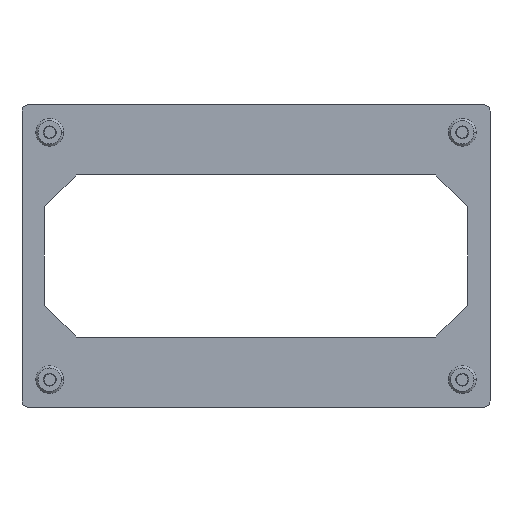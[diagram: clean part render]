
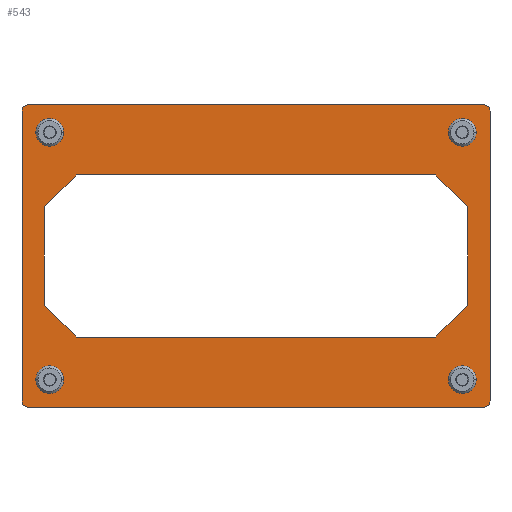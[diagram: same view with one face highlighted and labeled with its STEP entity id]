
A CAD part, front view. The second image highlights one B-rep face of the part: STEP entity #543.
In plain terms, the highlighted planar face has unit normal (0, -1, 0).
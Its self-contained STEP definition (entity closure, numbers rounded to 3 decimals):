
#543=ADVANCED_FACE('',(#1093,#1094,#1095,#1096,#1097,#1098),#1099,.F.);
#1093=FACE_BOUND('',#1645,.T.);
#1094=FACE_BOUND('',#1646,.T.);
#1095=FACE_BOUND('',#1647,.T.);
#1096=FACE_BOUND('',#1648,.T.);
#1097=FACE_BOUND('',#1649,.T.);
#1098=FACE_OUTER_BOUND('',#1650,.T.);
#1099=PLANE('',#1651);
#1645=EDGE_LOOP('',(#3199,#3200,#3201,#3202,#3203,#3204,#3205,#3206));
#1646=EDGE_LOOP('',(#3207,#3208));
#1647=EDGE_LOOP('',(#3209,#3210));
#1648=EDGE_LOOP('',(#3211,#3212));
#1649=EDGE_LOOP('',(#3213,#3214));
#1650=EDGE_LOOP('',(#3215,#3216,#3217,#3218,#3219,#3220,#3221,#3222));
#1651=AXIS2_PLACEMENT_3D('',#3223,#3224,#3225);
#3199=ORIENTED_EDGE('',*,*,#3786,.T.);
#3200=ORIENTED_EDGE('',*,*,#3814,.T.);
#3201=ORIENTED_EDGE('',*,*,#3810,.T.);
#3202=ORIENTED_EDGE('',*,*,#3806,.T.);
#3203=ORIENTED_EDGE('',*,*,#3802,.T.);
#3204=ORIENTED_EDGE('',*,*,#3798,.T.);
#3205=ORIENTED_EDGE('',*,*,#3794,.T.);
#3206=ORIENTED_EDGE('',*,*,#3790,.T.);
#3207=ORIENTED_EDGE('',*,*,#3829,.T.);
#3208=ORIENTED_EDGE('',*,*,#3272,.T.);
#3209=ORIENTED_EDGE('',*,*,#3833,.T.);
#3210=ORIENTED_EDGE('',*,*,#3267,.T.);
#3211=ORIENTED_EDGE('',*,*,#3837,.T.);
#3212=ORIENTED_EDGE('',*,*,#3262,.T.);
#3213=ORIENTED_EDGE('',*,*,#3841,.T.);
#3214=ORIENTED_EDGE('',*,*,#3257,.T.);
#3215=ORIENTED_EDGE('',*,*,#3874,.F.);
#3216=ORIENTED_EDGE('',*,*,#3846,.F.);
#3217=ORIENTED_EDGE('',*,*,#3851,.F.);
#3218=ORIENTED_EDGE('',*,*,#3855,.F.);
#3219=ORIENTED_EDGE('',*,*,#3859,.F.);
#3220=ORIENTED_EDGE('',*,*,#3863,.F.);
#3221=ORIENTED_EDGE('',*,*,#3867,.F.);
#3222=ORIENTED_EDGE('',*,*,#3871,.F.);
#3223=CARTESIAN_POINT('',(109.75,9.0,71.0));
#3224=DIRECTION('',(-0.0,1.0,0.0));
#3225=DIRECTION('',(1.0,0.0,0.0));
#3257=EDGE_CURVE('',#3882,#3879,#3883,.T.);
#3262=EDGE_CURVE('',#3891,#3888,#3892,.T.);
#3267=EDGE_CURVE('',#3900,#3897,#3901,.T.);
#3272=EDGE_CURVE('',#3909,#3906,#3910,.T.);
#3786=EDGE_CURVE('',#4676,#4674,#4677,.T.);
#3790=EDGE_CURVE('',#4682,#4676,#4683,.T.);
#3794=EDGE_CURVE('',#4688,#4682,#4689,.T.);
#3798=EDGE_CURVE('',#4694,#4688,#4695,.T.);
#3802=EDGE_CURVE('',#4700,#4694,#4701,.T.);
#3806=EDGE_CURVE('',#4706,#4700,#4707,.T.);
#3810=EDGE_CURVE('',#4712,#4706,#4713,.T.);
#3814=EDGE_CURVE('',#4674,#4712,#4717,.T.);
#3829=EDGE_CURVE('',#3906,#3909,#4732,.T.);
#3833=EDGE_CURVE('',#3897,#3900,#4736,.T.);
#3837=EDGE_CURVE('',#3888,#3891,#4740,.T.);
#3841=EDGE_CURVE('',#3879,#3882,#4744,.T.);
#3846=EDGE_CURVE('',#4750,#4752,#4753,.T.);
#3851=EDGE_CURVE('',#4758,#4750,#4760,.T.);
#3855=EDGE_CURVE('',#4764,#4758,#4766,.T.);
#3859=EDGE_CURVE('',#4770,#4764,#4772,.T.);
#3863=EDGE_CURVE('',#4776,#4770,#4778,.T.);
#3867=EDGE_CURVE('',#4782,#4776,#4784,.T.);
#3871=EDGE_CURVE('',#4788,#4782,#4790,.T.);
#3874=EDGE_CURVE('',#4752,#4788,#4793,.T.);
#3879=VERTEX_POINT('',#4798);
#3882=VERTEX_POINT('',#4802);
#3883=CIRCLE('',#4803,6.5);
#3888=VERTEX_POINT('',#4809);
#3891=VERTEX_POINT('',#4813);
#3892=CIRCLE('',#4814,6.5);
#3897=VERTEX_POINT('',#4820);
#3900=VERTEX_POINT('',#4824);
#3901=CIRCLE('',#4825,6.5);
#3906=VERTEX_POINT('',#4831);
#3909=VERTEX_POINT('',#4835);
#3910=CIRCLE('',#4836,6.5);
#4674=VERTEX_POINT('',#5730);
#4676=VERTEX_POINT('',#5733);
#4677=LINE('',#5734,#5735);
#4682=VERTEX_POINT('',#5742);
#4683=LINE('',#5743,#5744);
#4688=VERTEX_POINT('',#5751);
#4689=LINE('',#5752,#5753);
#4694=VERTEX_POINT('',#5760);
#4695=LINE('',#5761,#5762);
#4700=VERTEX_POINT('',#5769);
#4701=LINE('',#5770,#5771);
#4706=VERTEX_POINT('',#5778);
#4707=LINE('',#5779,#5780);
#4712=VERTEX_POINT('',#5787);
#4713=LINE('',#5788,#5789);
#4717=LINE('',#5795,#5796);
#4732=CIRCLE('',#5811,6.5);
#4736=CIRCLE('',#5815,6.5);
#4740=CIRCLE('',#5819,6.5);
#4744=CIRCLE('',#5823,6.5);
#4750=VERTEX_POINT('',#5830);
#4752=VERTEX_POINT('',#5833);
#4753=LINE('',#5834,#5835);
#4758=VERTEX_POINT('',#5841);
#4760=CIRCLE('',#5844,3.);
#4764=VERTEX_POINT('',#5849);
#4766=LINE('',#5852,#5853);
#4770=VERTEX_POINT('',#5857);
#4772=CIRCLE('',#5860,3.);
#4776=VERTEX_POINT('',#5865);
#4778=LINE('',#5868,#5869);
#4782=VERTEX_POINT('',#5873);
#4784=CIRCLE('',#5876,3.);
#4788=VERTEX_POINT('',#5881);
#4790=LINE('',#5884,#5885);
#4793=CIRCLE('',#5888,3.);
#4798=CARTESIAN_POINT('',(19.5,9.0,129.0));
#4802=CARTESIAN_POINT('',(6.5,9.0,129.0));
#4803=AXIS2_PLACEMENT_3D('',#5893,#5894,#5895);
#4809=CARTESIAN_POINT('',(19.5,9.0,13.0));
#4813=CARTESIAN_POINT('',(6.5,9.0,13.0));
#4814=AXIS2_PLACEMENT_3D('',#5901,#5902,#5903);
#4820=CARTESIAN_POINT('',(213.0,9.0,129.0));
#4824=CARTESIAN_POINT('',(200.0,9.0,129.0));
#4825=AXIS2_PLACEMENT_3D('',#5909,#5910,#5911);
#4831=CARTESIAN_POINT('',(213.0,9.0,13.0));
#4835=CARTESIAN_POINT('',(200.0,9.0,13.0));
#4836=AXIS2_PLACEMENT_3D('',#5917,#5918,#5919);
#5730=CARTESIAN_POINT('',(209.0,9.0,94.0));
#5733=CARTESIAN_POINT('',(194.0,9.0,109.0));
#5734=CARTESIAN_POINT('',(186.188,9.0,116.813));
#5735=VECTOR('',#6786,1.0);
#5742=CARTESIAN_POINT('',(25.5,9.0,109.0));
#5743=CARTESIAN_POINT('',(109.75,9.0,109.0));
#5744=VECTOR('',#6789,1.0);
#5751=CARTESIAN_POINT('',(10.5,9.0,94.0));
#5752=CARTESIAN_POINT('',(33.313,9.0,116.813));
#5753=VECTOR('',#6792,1.0);
#5760=CARTESIAN_POINT('',(10.5,9.0,48.0));
#5761=CARTESIAN_POINT('',(10.5,9.0,71.0));
#5762=VECTOR('',#6795,1.0);
#5769=CARTESIAN_POINT('',(25.5,9.0,33.0));
#5770=CARTESIAN_POINT('',(33.313,9.0,25.188));
#5771=VECTOR('',#6798,1.0);
#5778=CARTESIAN_POINT('',(194.0,9.0,33.0));
#5779=CARTESIAN_POINT('',(109.75,9.0,33.0));
#5780=VECTOR('',#6801,1.0);
#5787=CARTESIAN_POINT('',(209.0,9.0,48.0));
#5788=CARTESIAN_POINT('',(186.188,9.0,25.188));
#5789=VECTOR('',#6804,1.0);
#5795=CARTESIAN_POINT('',(209.0,9.0,71.0));
#5796=VECTOR('',#6807,1.0);
#5811=AXIS2_PLACEMENT_3D('',#6823,#6824,#6825);
#5815=AXIS2_PLACEMENT_3D('',#6829,#6830,#6831);
#5819=AXIS2_PLACEMENT_3D('',#6835,#6836,#6837);
#5823=AXIS2_PLACEMENT_3D('',#6841,#6842,#6843);
#5830=CARTESIAN_POINT('',(219.5,9.0,139.0));
#5833=CARTESIAN_POINT('',(219.5,9.0,3.0));
#5834=CARTESIAN_POINT('',(219.5,9.0,139.0));
#5835=VECTOR('',#6846,1.0);
#5841=CARTESIAN_POINT('',(216.5,9.0,142.0));
#5844=AXIS2_PLACEMENT_3D('',#6852,#6853,#6854);
#5849=CARTESIAN_POINT('',(3.0,9.0,142.0));
#5852=CARTESIAN_POINT('',(3.0,9.0,142.0));
#5853=VECTOR('',#6857,1.0);
#5857=CARTESIAN_POINT('',(0.0,9.0,139.0));
#5860=AXIS2_PLACEMENT_3D('',#6862,#6863,#6864);
#5865=CARTESIAN_POINT('',(0.0,9.0,3.0));
#5868=CARTESIAN_POINT('',(0.0,9.0,3.0));
#5869=VECTOR('',#6867,1.0);
#5873=CARTESIAN_POINT('',(3.0,9.0,0.0));
#5876=AXIS2_PLACEMENT_3D('',#6872,#6873,#6874);
#5881=CARTESIAN_POINT('',(216.5,9.0,0.0));
#5884=CARTESIAN_POINT('',(216.5,9.0,0.0));
#5885=VECTOR('',#6877,1.0);
#5888=AXIS2_PLACEMENT_3D('',#6881,#6882,#6883);
#5893=CARTESIAN_POINT('',(13.0,9.0,129.0));
#5894=DIRECTION('',(0.0,1.0,0.0));
#5895=DIRECTION('',(1.0,0.0,0.));
#5901=CARTESIAN_POINT('',(13.0,9.0,13.0));
#5902=DIRECTION('',(0.0,1.0,0.0));
#5903=DIRECTION('',(1.0,0.0,0.));
#5909=CARTESIAN_POINT('',(206.5,9.0,129.0));
#5910=DIRECTION('',(0.0,1.0,0.0));
#5911=DIRECTION('',(1.0,0.0,0.));
#5917=CARTESIAN_POINT('',(206.5,9.0,13.0));
#5918=DIRECTION('',(0.0,1.0,0.0));
#5919=DIRECTION('',(1.0,0.0,0.));
#6786=DIRECTION('',(0.707,0.0,-0.707));
#6789=DIRECTION('',(1.0,0.0,0.0));
#6792=DIRECTION('',(0.707,-0.0,0.707));
#6795=DIRECTION('',(0.0,-0.0,1.0));
#6798=DIRECTION('',(-0.707,0.0,0.707));
#6801=DIRECTION('',(-1.0,0.0,0.0));
#6804=DIRECTION('',(-0.707,0.0,-0.707));
#6807=DIRECTION('',(0.0,0.0,-1.0));
#6823=CARTESIAN_POINT('',(206.5,9.0,13.0));
#6824=DIRECTION('',(0.0,1.0,0.0));
#6825=DIRECTION('',(1.0,0.0,0.));
#6829=CARTESIAN_POINT('',(206.5,9.0,129.0));
#6830=DIRECTION('',(0.0,1.0,0.0));
#6831=DIRECTION('',(1.0,0.0,0.));
#6835=CARTESIAN_POINT('',(13.0,9.0,13.0));
#6836=DIRECTION('',(0.0,1.0,0.0));
#6837=DIRECTION('',(1.0,0.0,0.));
#6841=CARTESIAN_POINT('',(13.0,9.0,129.0));
#6842=DIRECTION('',(0.0,1.0,0.0));
#6843=DIRECTION('',(1.0,0.0,0.));
#6846=DIRECTION('',(0.0,0.0,-1.0));
#6852=CARTESIAN_POINT('',(216.5,9.0,139.0));
#6853=DIRECTION('',(-0.0,1.0,0.0));
#6854=DIRECTION('',(0.,0.0,1.0));
#6857=DIRECTION('',(1.0,0.0,0.0));
#6862=CARTESIAN_POINT('',(3.,9.0,139.0));
#6863=DIRECTION('',(0.0,1.0,0.0));
#6864=DIRECTION('',(-1.0,0.0,0.));
#6867=DIRECTION('',(0.0,0.0,1.0));
#6872=CARTESIAN_POINT('',(3.,9.0,3.));
#6873=DIRECTION('',(0.0,1.0,0.0));
#6874=DIRECTION('',(0.,0.0,-1.0));
#6877=DIRECTION('',(-1.0,0.0,0.0));
#6881=CARTESIAN_POINT('',(216.5,9.0,3.));
#6882=DIRECTION('',(0.0,1.0,0.0));
#6883=DIRECTION('',(1.0,0.0,0.));
